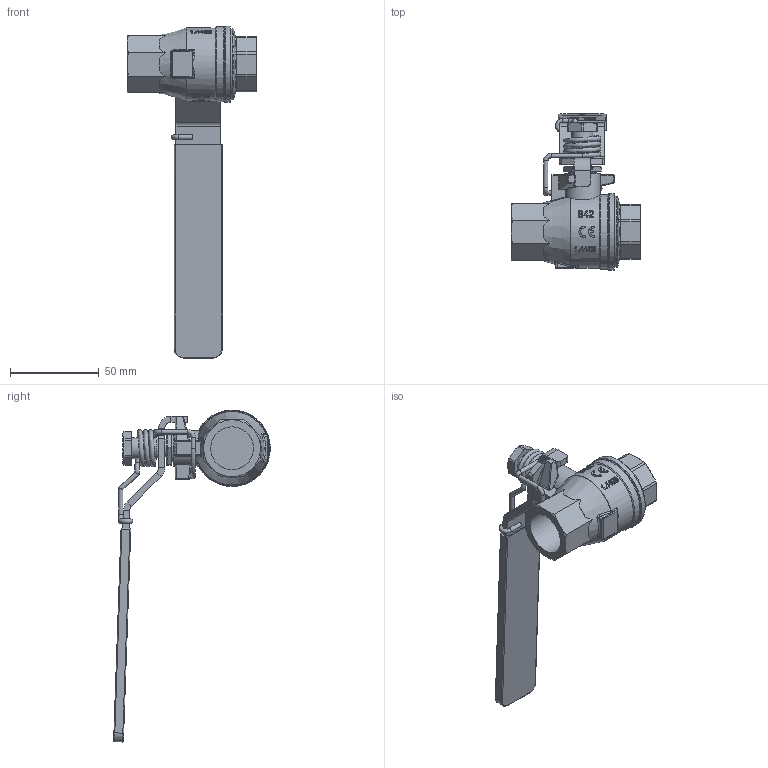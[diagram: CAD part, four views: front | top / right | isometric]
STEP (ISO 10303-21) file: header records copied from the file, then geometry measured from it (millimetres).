
FILE_DESCRIPTION(/* description */ (''),/* implementation_level */ '2;1');
FILE_NAME(/* name */ '842_842F_20.stp',/* time_stamp */ '2021-04-14T09:56:43+02:00',/* author */ ('sga-ext'),/* organization */ (''),/* preprocessor_version */ 'ST-DEVELOPER v18.1',/* originating_system */ 'Autodesk Inventor 2021',/* authorisation */ '');
FILE_SCHEMA (('AUTOMOTIVE_DESIGN { 1 0 10303 214 3 1 1 }'));
Length unit declared in the file: millimetre
Products named in the file (1): ENG-067845
Bounding box: 73 x 88.12 x 186.64 mm (x, y, z)
Volume: 96716.7 mm3; surface area: 31792.4 mm2
Topology: 1 solids, 1 shells, 866 faces, 2252 edges, 1444 vertices
Faces by surface type: plane 395, bspline 199, cylinder 191, cone 37, torus 31, sphere 13
Full cylindrical faces by diameter (mm): 2.5 x6, 9.95 x1, 12 x1, 15.5 x1, 20 x1, 24.117 x2, 40 x1, 42 x1, 43 x1
Entity records: 32839 total; most frequent: CARTESIAN_POINT 11941, ORIENTED_EDGE 4496, DIRECTION 3598, EDGE_CURVE 2248, VERTEX_POINT 1444, AXIS2_PLACEMENT_3D 1243, LINE 1112, VECTOR 1112
